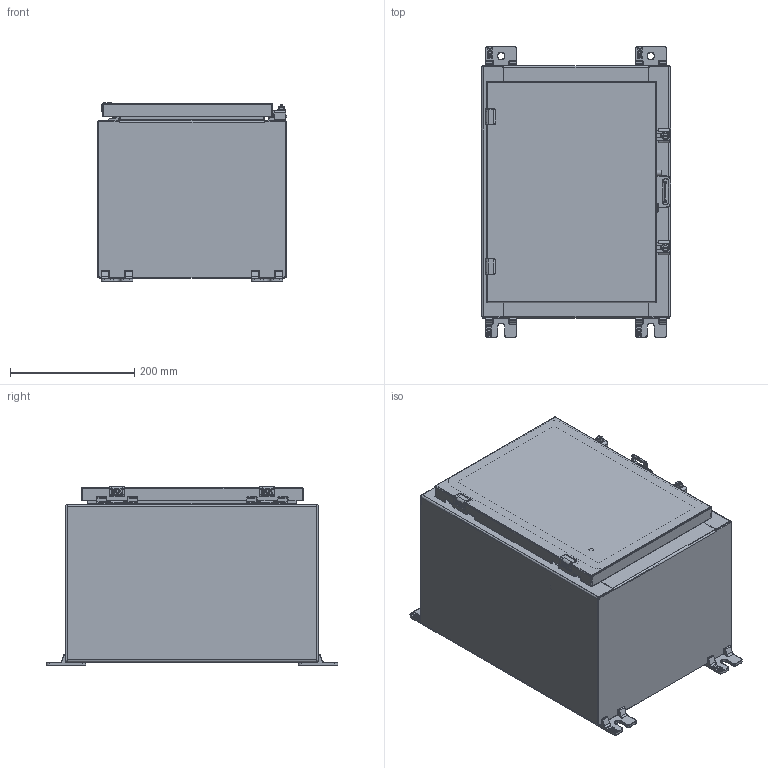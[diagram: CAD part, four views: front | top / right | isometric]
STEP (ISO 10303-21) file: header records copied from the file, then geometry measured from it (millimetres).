
FILE_DESCRIPTION (( 'STEP AP214' ), '1' );
FILE_NAME ('SCE-16H1210LP.STEP', '2021-01-26T19:35:39', ( '' ), ( '' ), 'SwSTEP 2.0', 'SolidWorks 2019', '' );
FILE_SCHEMA (( 'AUTOMOTIVE_DESIGN' ));
Length unit declared in the file: inch
Products named in the file (1): SCE-16H1210LP
Bounding box: 304.8 x 469.9 x 288.24 mm (x, y, z)
Volume: 1711781.3 mm3; surface area: 1639425.5 mm2
Topology: 56 solids, 56 shells, 3444 faces, 8952 edges, 5536 vertices
Faces by surface type: plane 1285, bspline 1074, cylinder 992, cone 76, torus 9, sphere 8
Full cylindrical faces by diameter (mm): 1.016 x2, 3.454 x2, 3.962 x1, 3.978 x2, 4.064 x2, 4.318 x7, 4.369 x4, 4.775 x2, 4.978 x8, 5.156 x2, 5.182 x4, 5.207 x4, 5.232 x4, 5.537 x2, 6.096 x4, 6.198 x4, 6.299 x5, 6.35 x6, 6.363 x3, 6.756 x4, 7.137 x2, 7.874 x8, 7.925 x8, 8.433 x4, 9.296 x4, 9.322 x4, 9.525 x4, 9.55 x4, 11.112 x4, 11.125 x2
Entity records: 158394 total; most frequent: CARTESIAN_POINT 78265, ORIENTED_EDGE 16778, DIRECTION 12482, EDGE_CURVE 8389, VERTEX_POINT 5419, AXIS2_PLACEMENT_3D 4529, EDGE_LOOP 3940, FACE_OUTER_BOUND 3648
